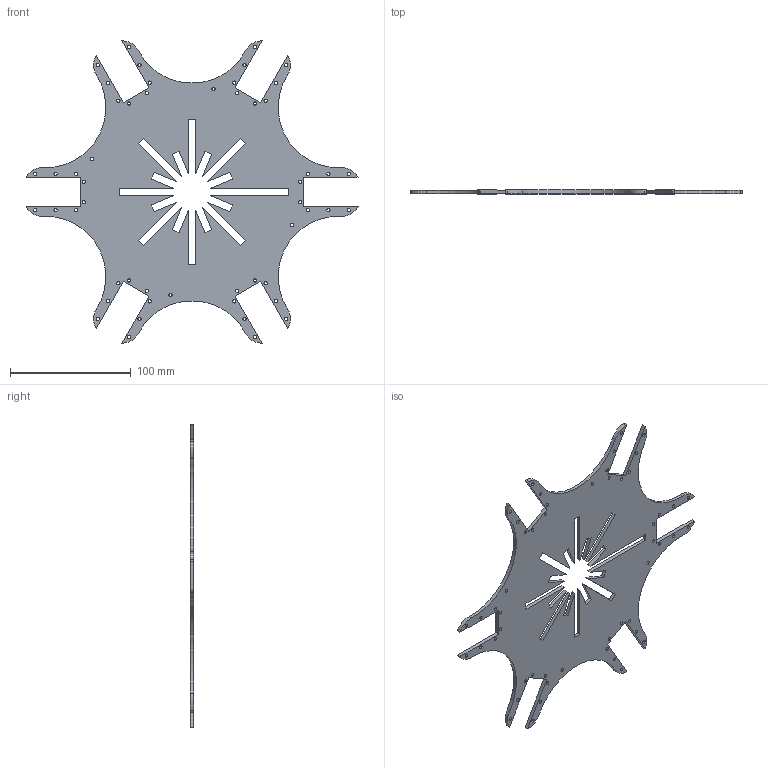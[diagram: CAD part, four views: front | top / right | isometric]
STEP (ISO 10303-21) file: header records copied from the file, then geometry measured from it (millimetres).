
FILE_DESCRIPTION( ( '' ), ' ' );
FILE_NAME( '5a786688110e670fe0cf4c72.step', '2018-02-05T14:13:29', ( '' ), ( '' ), ' ', ' ', ' ' );
FILE_SCHEMA( ( 'AUTOMOTIVE_DESIGN { 1 0 10303 214 1 1 1 1 }' ) );
Length unit declared in the file: metre
Products named in the file (1): Base - Hex- lower 
Bounding box: 274.59 x 3 x 250 mm (x, y, z)
Volume: 83629.9 mm3; surface area: 65224.1 mm2
Topology: 1 solids, 1 shells, 150 faces, 448 edges, 300 vertices
Faces by surface type: cylinder 82, plane 68
Full cylindrical faces by diameter (mm): 2.7 x52
Entity records: 6240 total; most frequent: DIRECTION 858, CARTESIAN_POINT 839, ORIENTED_EDGE 784, EDGE_CURVE 392, AXIS2_PLACEMENT_3D 315, EDGE_LOOP 308, VERTEX_POINT 296, LINE 228
